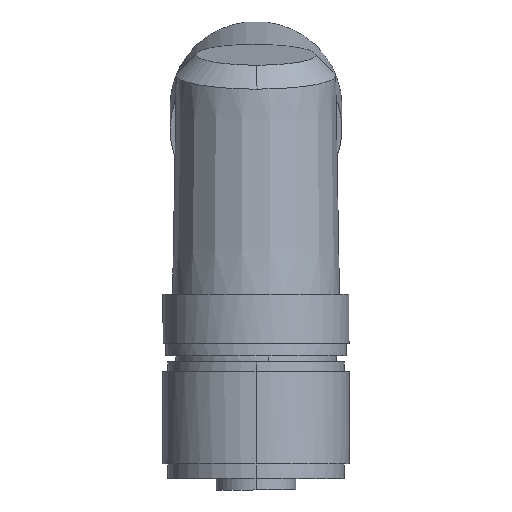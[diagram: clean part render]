
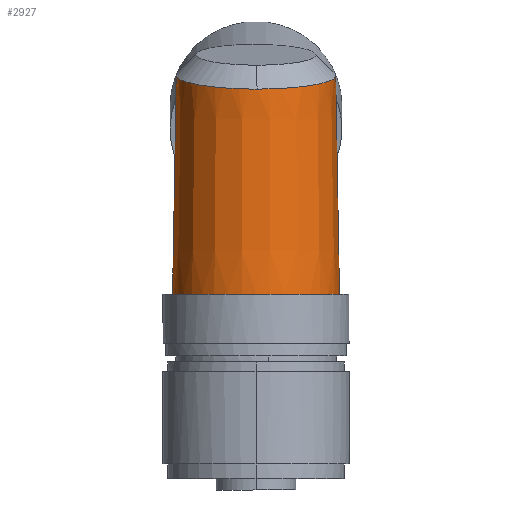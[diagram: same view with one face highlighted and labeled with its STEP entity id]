
A CAD part, front view. The second image highlights one B-rep face of the part: STEP entity #2927.
In plain terms, the highlighted conical face has half-angle 1 degrees and reference radius 8.625 mm.
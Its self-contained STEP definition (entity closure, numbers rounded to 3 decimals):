
#2587=AXIS2_PLACEMENT_3D('Circle Axis2P3D',#2585,#2586,$) ;
#2859=AXIS2_PLACEMENT_3D('Cone Axis2P3D',#2856,#2857,#2858) ;
#2580=CARTESIAN_POINT('Vertex',(1.002,9.5,19.95)) ;
#2582=CARTESIAN_POINT('Vertex',(17.998,9.5,19.95)) ;
#2585=CARTESIAN_POINT('Axis2P3D Location',(9.5,9.5,19.95)) ;
#2600=CARTESIAN_POINT('Line Origine',(8740.016,9.5,-499664.101)) ;
#2604=CARTESIAN_POINT('Vertex',(17.612,9.5,42.207)) ;
#2607=CARTESIAN_POINT('Line Origine',(-8721.016,9.5,-499664.101)) ;
#2611=CARTESIAN_POINT('Vertex',(1.391,9.5,42.245)) ;
#2856=CARTESIAN_POINT('Axis2P3D Location',(9.5,9.5,12.678)) ;
#2862=CARTESIAN_POINT('Control Point',(17.356,7.462,41.852)) ;
#2863=CARTESIAN_POINT('Control Point',(17.526,8.127,41.967)) ;
#2864=CARTESIAN_POINT('Control Point',(17.612,8.814,42.087)) ;
#2865=CARTESIAN_POINT('Control Point',(17.61,9.5,42.207)) ;
#2866=CARTESIAN_POINT('Vertex',(17.354,7.463,41.852)) ;
#2870=CARTESIAN_POINT('Control Point',(15.95,4.56,41.356)) ;
#2871=CARTESIAN_POINT('Control Point',(16.607,5.421,41.501)) ;
#2872=CARTESIAN_POINT('Control Point',(17.088,6.415,41.671)) ;
#2873=CARTESIAN_POINT('Control Point',(17.356,7.462,41.852)) ;
#2874=CARTESIAN_POINT('Vertex',(15.951,4.559,41.356)) ;
#2878=CARTESIAN_POINT('Control Point',(9.605,1.367,40.829)) ;
#2879=CARTESIAN_POINT('Control Point',(11.444,1.391,40.829)) ;
#2880=CARTESIAN_POINT('Control Point',(13.28,1.972,40.922)) ;
#2881=CARTESIAN_POINT('Control Point',(14.837,3.099,41.109)) ;
#2882=CARTESIAN_POINT('Control Point',(15.95,4.56,41.356)) ;
#2883=CARTESIAN_POINT('Vertex',(9.605,1.367,40.829)) ;
#2887=CARTESIAN_POINT('Control Point',(3.589,3.923,41.276)) ;
#2888=CARTESIAN_POINT('Control Point',(3.969,3.519,41.206)) ;
#2889=CARTESIAN_POINT('Control Point',(4.383,3.148,41.142)) ;
#2890=CARTESIAN_POINT('Control Point',(4.828,2.812,41.084)) ;
#2891=CARTESIAN_POINT('Control Point',(5.77,2.222,40.982)) ;
#2892=CARTESIAN_POINT('Control Point',(6.798,1.8,40.908)) ;
#2893=CARTESIAN_POINT('Control Point',(7.333,1.632,40.879)) ;
#2894=CARTESIAN_POINT('Control Point',(8.107,1.46,40.848)) ;
#2895=CARTESIAN_POINT('Control Point',(8.894,1.384,40.833)) ;
#2896=CARTESIAN_POINT('Control Point',(9.131,1.369,40.83)) ;
#2897=CARTESIAN_POINT('Control Point',(9.368,1.364,40.829)) ;
#2898=CARTESIAN_POINT('Control Point',(9.605,1.367,40.829)) ;
#2899=CARTESIAN_POINT('Vertex',(3.589,3.923,41.276)) ;
#2903=CARTESIAN_POINT('Control Point',(1.894,6.663,41.75)) ;
#2904=CARTESIAN_POINT('Control Point',(2.269,5.65,41.574)) ;
#2905=CARTESIAN_POINT('Control Point',(2.849,4.712,41.412)) ;
#2906=CARTESIAN_POINT('Control Point',(3.589,3.923,41.276)) ;
#2907=CARTESIAN_POINT('Vertex',(1.894,6.663,41.75)) ;
#2911=CARTESIAN_POINT('Control Point',(1.391,9.5,42.245)) ;
#2912=CARTESIAN_POINT('Control Point',(1.388,8.535,42.076)) ;
#2913=CARTESIAN_POINT('Control Point',(1.559,7.569,41.907)) ;
#2914=CARTESIAN_POINT('Control Point',(1.894,6.663,41.75)) ;
#2586=DIRECTION('Axis2P3D Direction',(0.,0.,-1.)) ;
#2601=DIRECTION('Vector Direction',(0.017,0.,-1.)) ;
#2608=DIRECTION('Vector Direction',(-0.017,0.,-1.)) ;
#2857=DIRECTION('Axis2P3D Direction',(0.,0.,-1.)) ;
#2858=DIRECTION('Axis2P3D XDirection',(1.,0.,0.)) ;
#2602=VECTOR('Line Direction',#2601,1.) ;
#2609=VECTOR('Line Direction',#2608,1.) ;
#2917=ORIENTED_EDGE('',*,*,#2606,.T.) ;
#2918=ORIENTED_EDGE('',*,*,#2868,.F.) ;
#2919=ORIENTED_EDGE('',*,*,#2876,.F.) ;
#2920=ORIENTED_EDGE('',*,*,#2885,.F.) ;
#2921=ORIENTED_EDGE('',*,*,#2901,.F.) ;
#2922=ORIENTED_EDGE('',*,*,#2909,.F.) ;
#2923=ORIENTED_EDGE('',*,*,#2915,.F.) ;
#2924=ORIENTED_EDGE('',*,*,#2613,.F.) ;
#2925=ORIENTED_EDGE('',*,*,#2589,.F.) ;
#2927=ADVANCED_FACE('Volumenk\X2\00F6\X0\rper2',(#2926),#2860,.T.) ;
#2861=B_SPLINE_CURVE_WITH_KNOTS('',3,(#2862,#2863,#2864,#2865),.UNSPECIFIED.,.F.,.U.,(4,4),(0.,25.467),.UNSPECIFIED.) ;
#2869=B_SPLINE_CURVE_WITH_KNOTS('',3,(#2870,#2871,#2872,#2873),.UNSPECIFIED.,.F.,.U.,(4,4),(0.,40.122),.UNSPECIFIED.) ;
#2877=B_SPLINE_CURVE_WITH_KNOTS('',4,(#2878,#2879,#2880,#2881,#2882),.UNSPECIFIED.,.F.,.U.,(5,5),(0.,90.725),.UNSPECIFIED.) ;
#2886=B_SPLINE_CURVE_WITH_KNOTS('',5,(#2887,#2888,#2889,#2890,#2891,#2892,#2893,#2894,#2895,#2896,#2897,#2898),.UNSPECIFIED.,.F.,.U.,(6,3,3,6),(0.,34.228,68.317,82.941),.UNSPECIFIED.) ;
#2902=B_SPLINE_CURVE_WITH_KNOTS('',3,(#2903,#2904,#2905,#2906),.UNSPECIFIED.,.F.,.U.,(4,4),(0.,40.076),.UNSPECIFIED.) ;
#2910=B_SPLINE_CURVE_WITH_KNOTS('',3,(#2911,#2912,#2913,#2914),.UNSPECIFIED.,.F.,.U.,(4,4),(0.,35.821),.UNSPECIFIED.) ;
#2588=CIRCLE('generated circle',#2587,8.498) ;
#2860=CONICAL_SURFACE('Cone',#2859,8.625,0.017) ;
#2589=EDGE_CURVE('',#2583,#2581,#2588,.T.) ;
#2606=EDGE_CURVE('',#2583,#2605,#2603,.F.) ;
#2613=EDGE_CURVE('',#2581,#2612,#2610,.F.) ;
#2868=EDGE_CURVE('',#2867,#2605,#2861,.T.) ;
#2876=EDGE_CURVE('',#2875,#2867,#2869,.T.) ;
#2885=EDGE_CURVE('',#2884,#2875,#2877,.T.) ;
#2901=EDGE_CURVE('',#2900,#2884,#2886,.T.) ;
#2909=EDGE_CURVE('',#2908,#2900,#2902,.T.) ;
#2915=EDGE_CURVE('',#2612,#2908,#2910,.T.) ;
#2916=EDGE_LOOP('',(#2917,#2918,#2919,#2920,#2921,#2922,#2923,#2924,#2925)) ;
#2926=FACE_OUTER_BOUND('',#2916,.T.) ;
#2603=LINE('Line',#2600,#2602) ;
#2610=LINE('Line',#2607,#2609) ;
#2581=VERTEX_POINT('',#2580) ;
#2583=VERTEX_POINT('',#2582) ;
#2605=VERTEX_POINT('',#2604) ;
#2612=VERTEX_POINT('',#2611) ;
#2867=VERTEX_POINT('',#2866) ;
#2875=VERTEX_POINT('',#2874) ;
#2884=VERTEX_POINT('',#2883) ;
#2900=VERTEX_POINT('',#2899) ;
#2908=VERTEX_POINT('',#2907) ;
